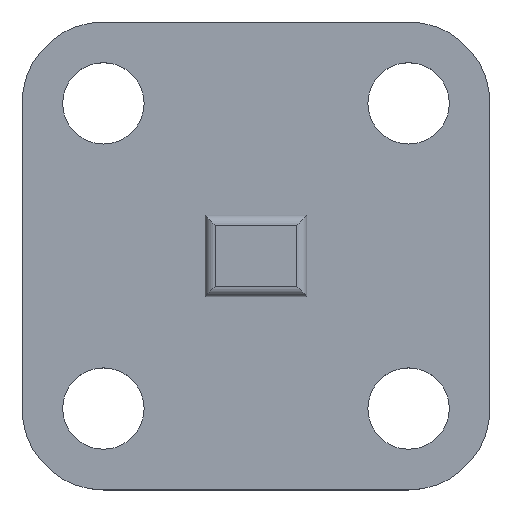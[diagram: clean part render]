
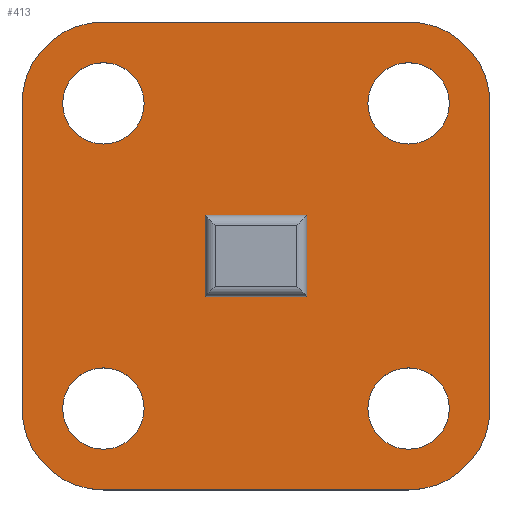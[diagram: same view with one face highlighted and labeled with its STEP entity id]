
A CAD part, top view. The second image highlights one B-rep face of the part: STEP entity #413.
In plain terms, the highlighted planar face has unit normal (0, 0, 1).
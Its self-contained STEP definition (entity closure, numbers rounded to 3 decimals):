
#21=FACE_BOUND('',#78,.T.);
#22=FACE_BOUND('',#79,.T.);
#23=FACE_BOUND('',#80,.T.);
#24=FACE_BOUND('',#81,.T.);
#33=PLANE('',#468);
#53=FACE_OUTER_BOUND('',#77,.T.);
#77=EDGE_LOOP('',(#325,#326,#327,#328,#329,#330,#331,#332));
#78=EDGE_LOOP('',(#333));
#79=EDGE_LOOP('',(#334));
#80=EDGE_LOOP('',(#335));
#81=EDGE_LOOP('',(#336));
#101=LINE('',#638,#137);
#106=LINE('',#652,#142);
#110=LINE('',#664,#146);
#114=LINE('',#676,#150);
#137=VECTOR('',#516,10.);
#142=VECTOR('',#529,10.);
#146=VECTOR('',#541,10.);
#150=VECTOR('',#553,10.);
#170=CIRCLE('',#442,2.);
#172=CIRCLE('',#445,2.);
#174=CIRCLE('',#448,2.);
#176=CIRCLE('',#451,2.);
#177=CIRCLE('',#454,4.);
#179=CIRCLE('',#458,4.);
#181=CIRCLE('',#462,4.);
#183=CIRCLE('',#466,4.);
#186=VERTEX_POINT('',#614);
#188=VERTEX_POINT('',#620);
#190=VERTEX_POINT('',#626);
#192=VERTEX_POINT('',#632);
#193=VERTEX_POINT('',#636);
#194=VERTEX_POINT('',#637);
#197=VERTEX_POINT('',#645);
#199=VERTEX_POINT('',#651);
#201=VERTEX_POINT('',#657);
#203=VERTEX_POINT('',#663);
#205=VERTEX_POINT('',#669);
#207=VERTEX_POINT('',#675);
#223=EDGE_CURVE('',#186,#186,#170,.T.);
#226=EDGE_CURVE('',#188,#188,#172,.T.);
#229=EDGE_CURVE('',#190,#190,#174,.T.);
#232=EDGE_CURVE('',#192,#192,#176,.T.);
#233=EDGE_CURVE('',#193,#194,#101,.T.);
#237=EDGE_CURVE('',#193,#197,#177,.T.);
#240=EDGE_CURVE('',#199,#197,#106,.T.);
#243=EDGE_CURVE('',#199,#201,#179,.T.);
#246=EDGE_CURVE('',#203,#201,#110,.T.);
#249=EDGE_CURVE('',#203,#205,#181,.T.);
#252=EDGE_CURVE('',#207,#205,#114,.T.);
#255=EDGE_CURVE('',#207,#194,#183,.T.);
#325=ORIENTED_EDGE('',*,*,#255,.T.);
#326=ORIENTED_EDGE('',*,*,#233,.F.);
#327=ORIENTED_EDGE('',*,*,#237,.T.);
#328=ORIENTED_EDGE('',*,*,#240,.F.);
#329=ORIENTED_EDGE('',*,*,#243,.T.);
#330=ORIENTED_EDGE('',*,*,#246,.F.);
#331=ORIENTED_EDGE('',*,*,#249,.T.);
#332=ORIENTED_EDGE('',*,*,#252,.F.);
#333=ORIENTED_EDGE('',*,*,#232,.T.);
#334=ORIENTED_EDGE('',*,*,#229,.T.);
#335=ORIENTED_EDGE('',*,*,#226,.T.);
#336=ORIENTED_EDGE('',*,*,#223,.T.);
#413=ADVANCED_FACE('',(#53,#21,#22,#23,#24),#33,.T.);
#442=AXIS2_PLACEMENT_3D('',#616,#491,#492);
#445=AXIS2_PLACEMENT_3D('',#622,#498,#499);
#448=AXIS2_PLACEMENT_3D('',#628,#505,#506);
#451=AXIS2_PLACEMENT_3D('',#634,#512,#513);
#454=AXIS2_PLACEMENT_3D('',#646,#522,#523);
#458=AXIS2_PLACEMENT_3D('',#658,#534,#535);
#462=AXIS2_PLACEMENT_3D('',#670,#546,#547);
#466=AXIS2_PLACEMENT_3D('',#681,#558,#559);
#468=AXIS2_PLACEMENT_3D('',#683,#562,#563);
#491=DIRECTION('center_axis',(0.,0.,-1.));
#492=DIRECTION('ref_axis',(1.,0.,0.));
#498=DIRECTION('center_axis',(0.,0.,-1.));
#499=DIRECTION('ref_axis',(1.,0.,0.));
#505=DIRECTION('center_axis',(0.,0.,-1.));
#506=DIRECTION('ref_axis',(1.,0.,0.));
#512=DIRECTION('center_axis',(0.,0.,-1.));
#513=DIRECTION('ref_axis',(1.,0.,0.));
#516=DIRECTION('',(-1.,0.,0.));
#522=DIRECTION('center_axis',(0.,0.,1.));
#523=DIRECTION('ref_axis',(0.,-1.,0.));
#529=DIRECTION('',(0.,-1.,0.));
#534=DIRECTION('center_axis',(0.,0.,1.));
#535=DIRECTION('ref_axis',(1.,0.,0.));
#541=DIRECTION('',(1.,0.,0.));
#546=DIRECTION('center_axis',(0.,0.,1.));
#547=DIRECTION('ref_axis',(0.,1.,0.));
#553=DIRECTION('',(0.,1.,0.));
#558=DIRECTION('center_axis',(0.,0.,1.));
#559=DIRECTION('ref_axis',(-1.,0.,0.));
#562=DIRECTION('center_axis',(0.,0.,1.));
#563=DIRECTION('ref_axis',(1.,0.,0.));
#614=CARTESIAN_POINT('',(-9.5,-7.5,0.));
#616=CARTESIAN_POINT('Origin',(-7.5,-7.5,0.));
#620=CARTESIAN_POINT('',(5.5,7.5,0.));
#622=CARTESIAN_POINT('Origin',(7.5,7.5,0.));
#626=CARTESIAN_POINT('',(5.5,-7.5,0.));
#628=CARTESIAN_POINT('Origin',(7.5,-7.5,0.));
#632=CARTESIAN_POINT('',(-9.5,7.5,0.));
#634=CARTESIAN_POINT('Origin',(-7.5,7.5,0.));
#636=CARTESIAN_POINT('',(7.5,-11.5,0.));
#637=CARTESIAN_POINT('',(-7.5,-11.5,0.));
#638=CARTESIAN_POINT('',(7.5,-11.5,0.));
#645=CARTESIAN_POINT('',(11.5,-7.5,0.));
#646=CARTESIAN_POINT('Origin',(7.5,-7.5,0.));
#651=CARTESIAN_POINT('',(11.5,7.5,0.));
#652=CARTESIAN_POINT('',(11.5,7.5,0.));
#657=CARTESIAN_POINT('',(7.5,11.5,0.));
#658=CARTESIAN_POINT('Origin',(7.5,7.5,0.));
#663=CARTESIAN_POINT('',(-7.5,11.5,0.));
#664=CARTESIAN_POINT('',(-7.5,11.5,0.));
#669=CARTESIAN_POINT('',(-11.5,7.5,0.));
#670=CARTESIAN_POINT('Origin',(-7.5,7.5,0.));
#675=CARTESIAN_POINT('',(-11.5,-7.5,0.));
#676=CARTESIAN_POINT('',(-11.5,-7.5,0.));
#681=CARTESIAN_POINT('Origin',(-7.5,-7.5,0.));
#683=CARTESIAN_POINT('Origin',(0.,0.,0.));
